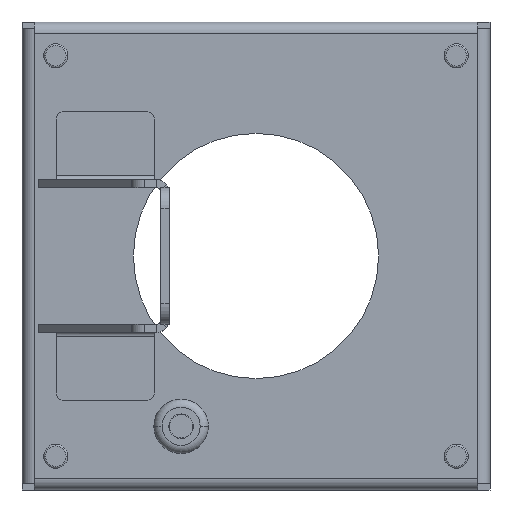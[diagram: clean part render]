
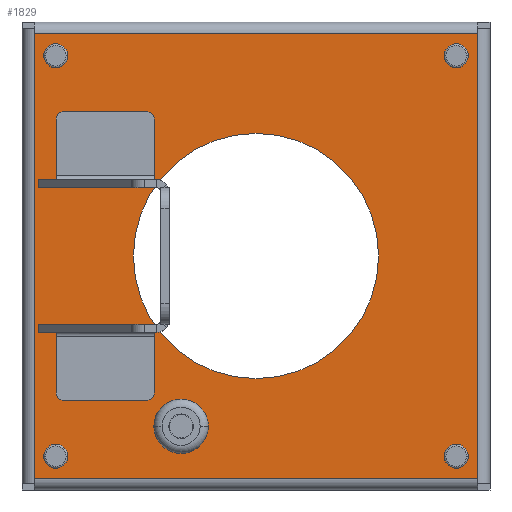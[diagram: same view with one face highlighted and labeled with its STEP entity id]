
A CAD part, front view. The second image highlights one B-rep face of the part: STEP entity #1829.
In plain terms, the highlighted planar face has unit normal (0, -1, 0).
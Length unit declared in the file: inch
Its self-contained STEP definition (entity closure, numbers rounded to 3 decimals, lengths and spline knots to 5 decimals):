
#415=DIRECTION('',(0.,0.,1.));
#416=VECTOR('',#415,3.268);
#417=CARTESIAN_POINT('',(-1.628,-0.048,-1.634));
#418=LINE('',#417,#416);
#428=CARTESIAN_POINT('',(0.,-0.048,0.));
#429=DIRECTION('',(0.,1.,0.));
#430=DIRECTION('',(-1.,0.,0.));
#431=AXIS2_PLACEMENT_3D('',#428,#429,#430);
#433=CARTESIAN_POINT('',(0.,-0.048,0.));
#434=DIRECTION('',(0.,1.,0.));
#435=DIRECTION('',(1.,0.,0.));
#436=AXIS2_PLACEMENT_3D('',#433,#434,#435);
#438=CARTESIAN_POINT('',(-0.55,-0.048,-1.25));
#439=DIRECTION('',(0.,-1.,0.));
#440=DIRECTION('',(-1.,0.,0.));
#441=AXIS2_PLACEMENT_3D('',#438,#439,#440);
#443=CARTESIAN_POINT('',(-0.55,-0.048,-1.25));
#444=DIRECTION('',(0.,-1.,0.));
#445=DIRECTION('',(1.,0.,0.));
#446=AXIS2_PLACEMENT_3D('',#443,#444,#445);
#448=DIRECTION('',(0.,0.,1.));
#449=VECTOR('',#448,0.06);
#450=CARTESIAN_POINT('',(-1.498,-0.048,-0.56));
#451=LINE('',#450,#449);
#452=DIRECTION('',(-1.,0.,0.));
#453=VECTOR('',#452,0.1);
#454=CARTESIAN_POINT('',(-1.498,-0.048,-0.5));
#455=LINE('',#454,#453);
#456=DIRECTION('',(0.,0.,-1.));
#457=VECTOR('',#456,0.06);
#458=CARTESIAN_POINT('',(-1.598,-0.048,-0.5));
#459=LINE('',#458,#457);
#460=DIRECTION('',(1.,0.,0.));
#461=VECTOR('',#460,0.1);
#462=CARTESIAN_POINT('',(-1.598,-0.048,-0.56));
#463=LINE('',#462,#461);
#464=DIRECTION('',(-1.,0.,0.));
#465=VECTOR('',#464,0.1);
#466=CARTESIAN_POINT('',(-1.498,-0.048,0.56));
#467=LINE('',#466,#465);
#468=DIRECTION('',(0.,0.,-1.));
#469=VECTOR('',#468,0.06);
#470=CARTESIAN_POINT('',(-1.598,-0.048,0.56));
#471=LINE('',#470,#469);
#472=DIRECTION('',(1.,0.,0.));
#473=VECTOR('',#472,0.1);
#474=CARTESIAN_POINT('',(-1.598,-0.048,0.5));
#475=LINE('',#474,#473);
#476=DIRECTION('',(0.,0.,1.));
#477=VECTOR('',#476,0.06);
#478=CARTESIAN_POINT('',(-1.498,-0.048,0.5));
#479=LINE('',#478,#477);
#480=CARTESIAN_POINT('',(-1.47,-0.048,-1.47));
#481=DIRECTION('',(0.,-1.,0.));
#482=DIRECTION('',(-1.,0.,0.));
#483=AXIS2_PLACEMENT_3D('',#480,#481,#482);
#485=CARTESIAN_POINT('',(-1.47,-0.048,-1.47));
#486=DIRECTION('',(0.,-1.,0.));
#487=DIRECTION('',(1.,0.,0.));
#488=AXIS2_PLACEMENT_3D('',#485,#486,#487);
#490=CARTESIAN_POINT('',(1.47,-0.048,-1.47));
#491=DIRECTION('',(0.,-1.,0.));
#492=DIRECTION('',(-1.,0.,0.));
#493=AXIS2_PLACEMENT_3D('',#490,#491,#492);
#495=CARTESIAN_POINT('',(1.47,-0.048,-1.47));
#496=DIRECTION('',(0.,-1.,0.));
#497=DIRECTION('',(1.,0.,0.));
#498=AXIS2_PLACEMENT_3D('',#495,#496,#497);
#500=CARTESIAN_POINT('',(1.47,-0.048,1.47));
#501=DIRECTION('',(0.,-1.,0.));
#502=DIRECTION('',(-1.,0.,0.));
#503=AXIS2_PLACEMENT_3D('',#500,#501,#502);
#505=CARTESIAN_POINT('',(1.47,-0.048,1.47));
#506=DIRECTION('',(0.,-1.,0.));
#507=DIRECTION('',(1.,0.,0.));
#508=AXIS2_PLACEMENT_3D('',#505,#506,#507);
#510=CARTESIAN_POINT('',(-1.47,-0.048,1.47));
#511=DIRECTION('',(0.,-1.,0.));
#512=DIRECTION('',(-1.,0.,0.));
#513=AXIS2_PLACEMENT_3D('',#510,#511,#512);
#515=CARTESIAN_POINT('',(-1.47,-0.048,1.47));
#516=DIRECTION('',(0.,-1.,0.));
#517=DIRECTION('',(1.,0.,0.));
#518=AXIS2_PLACEMENT_3D('',#515,#516,#517);
#534=DIRECTION('',(1.,0.,0.));
#535=VECTOR('',#534,3.256);
#536=CARTESIAN_POINT('',(-1.628,-0.048,1.634));
#537=LINE('',#536,#535);
#617=DIRECTION('',(0.,0.,-1.));
#618=VECTOR('',#617,3.268);
#619=CARTESIAN_POINT('',(1.628,-0.048,1.634));
#620=LINE('',#619,#618);
#668=DIRECTION('',(-1.,0.,0.));
#669=VECTOR('',#668,3.256);
#670=CARTESIAN_POINT('',(1.628,-0.048,-1.634));
#671=LINE('',#670,#669);
#996=CARTESIAN_POINT('',(-1.628,-0.048,1.634));
#997=VERTEX_POINT('',#996);
#1000=CARTESIAN_POINT('',(1.628,-0.048,1.634));
#1001=VERTEX_POINT('',#1000);
#1084=CARTESIAN_POINT('',(1.628,-0.048,-1.634));
#1085=VERTEX_POINT('',#1084);
#1088=CARTESIAN_POINT('',(-1.628,-0.048,-1.634));
#1089=VERTEX_POINT('',#1088);
#1110=CARTESIAN_POINT('',(-0.9,-0.048,0.));
#1111=CARTESIAN_POINT('',(0.9,-0.048,0.));
#1112=VERTEX_POINT('',#1110);
#1113=VERTEX_POINT('',#1111);
#1118=CARTESIAN_POINT('',(-0.675,-0.048,-1.25));
#1119=CARTESIAN_POINT('',(-0.425,-0.048,-1.25));
#1120=VERTEX_POINT('',#1118);
#1121=VERTEX_POINT('',#1119);
#1138=CARTESIAN_POINT('',(-1.498,-0.048,-0.56));
#1139=CARTESIAN_POINT('',(-1.498,-0.048,-0.5));
#1140=VERTEX_POINT('',#1138);
#1141=VERTEX_POINT('',#1139);
#1142=CARTESIAN_POINT('',(-1.598,-0.048,-0.5));
#1143=VERTEX_POINT('',#1142);
#1144=CARTESIAN_POINT('',(-1.598,-0.048,-0.56));
#1145=VERTEX_POINT('',#1144);
#1146=CARTESIAN_POINT('',(-1.498,-0.048,0.56));
#1147=CARTESIAN_POINT('',(-1.598,-0.048,0.56));
#1148=VERTEX_POINT('',#1146);
#1149=VERTEX_POINT('',#1147);
#1150=CARTESIAN_POINT('',(-1.598,-0.048,0.5));
#1151=VERTEX_POINT('',#1150);
#1152=CARTESIAN_POINT('',(-1.498,-0.048,0.5));
#1153=VERTEX_POINT('',#1152);
#1186=CARTESIAN_POINT('',(-1.558,-0.048,-1.47));
#1187=CARTESIAN_POINT('',(-1.382,-0.048,-1.47));
#1188=VERTEX_POINT('',#1186);
#1189=VERTEX_POINT('',#1187);
#1190=CARTESIAN_POINT('',(1.382,-0.048,-1.47));
#1191=CARTESIAN_POINT('',(1.558,-0.048,-1.47));
#1192=VERTEX_POINT('',#1190);
#1193=VERTEX_POINT('',#1191);
#1194=CARTESIAN_POINT('',(1.382,-0.048,1.47));
#1195=CARTESIAN_POINT('',(1.558,-0.048,1.47));
#1196=VERTEX_POINT('',#1194);
#1197=VERTEX_POINT('',#1195);
#1198=CARTESIAN_POINT('',(-1.558,-0.048,1.47));
#1199=CARTESIAN_POINT('',(-1.382,-0.048,1.47));
#1200=VERTEX_POINT('',#1198);
#1201=VERTEX_POINT('',#1199);
#1759=CARTESIAN_POINT('',(0.,-0.048,0.));
#1760=DIRECTION('',(0.,1.,0.));
#1761=DIRECTION('',(1.,0.,0.));
#1762=AXIS2_PLACEMENT_3D('',#1759,#1760,#1761);
#1763=PLANE('',#1762);
#1764=ORIENTED_EDGE('',*,*,#1752,.T.);
#1766=ORIENTED_EDGE('',*,*,#1765,.T.);
#1768=ORIENTED_EDGE('',*,*,#1767,.T.);
#1770=ORIENTED_EDGE('',*,*,#1769,.T.);
#1771=EDGE_LOOP('',(#1764,#1766,#1768,#1770));
#1772=FACE_OUTER_BOUND('',#1771,.F.);
#1774=ORIENTED_EDGE('',*,*,#1773,.F.);
#1776=ORIENTED_EDGE('',*,*,#1775,.F.);
#1777=EDGE_LOOP('',(#1774,#1776));
#1778=FACE_BOUND('',#1777,.F.);
#1780=ORIENTED_EDGE('',*,*,#1779,.T.);
#1782=ORIENTED_EDGE('',*,*,#1781,.T.);
#1783=EDGE_LOOP('',(#1780,#1782));
#1784=FACE_BOUND('',#1783,.F.);
#1786=ORIENTED_EDGE('',*,*,#1785,.T.);
#1788=ORIENTED_EDGE('',*,*,#1787,.T.);
#1790=ORIENTED_EDGE('',*,*,#1789,.T.);
#1792=ORIENTED_EDGE('',*,*,#1791,.T.);
#1793=EDGE_LOOP('',(#1786,#1788,#1790,#1792));
#1794=FACE_BOUND('',#1793,.F.);
#1796=ORIENTED_EDGE('',*,*,#1795,.T.);
#1798=ORIENTED_EDGE('',*,*,#1797,.T.);
#1800=ORIENTED_EDGE('',*,*,#1799,.T.);
#1802=ORIENTED_EDGE('',*,*,#1801,.T.);
#1803=EDGE_LOOP('',(#1796,#1798,#1800,#1802));
#1804=FACE_BOUND('',#1803,.F.);
#1806=ORIENTED_EDGE('',*,*,#1805,.T.);
#1808=ORIENTED_EDGE('',*,*,#1807,.T.);
#1809=EDGE_LOOP('',(#1806,#1808));
#1810=FACE_BOUND('',#1809,.F.);
#1812=ORIENTED_EDGE('',*,*,#1811,.T.);
#1814=ORIENTED_EDGE('',*,*,#1813,.T.);
#1815=EDGE_LOOP('',(#1812,#1814));
#1816=FACE_BOUND('',#1815,.F.);
#1818=ORIENTED_EDGE('',*,*,#1817,.T.);
#1820=ORIENTED_EDGE('',*,*,#1819,.T.);
#1821=EDGE_LOOP('',(#1818,#1820));
#1822=FACE_BOUND('',#1821,.F.);
#1824=ORIENTED_EDGE('',*,*,#1823,.T.);
#1826=ORIENTED_EDGE('',*,*,#1825,.T.);
#1827=EDGE_LOOP('',(#1824,#1826));
#1828=FACE_BOUND('',#1827,.F.);
#1829=ADVANCED_FACE('',(#1772,#1778,#1784,#1794,#1804,#1810,#1816,#1822,#1828),
#1763,.F.);
#432=CIRCLE('',#431,0.9);
#437=CIRCLE('',#436,0.9);
#442=CIRCLE('',#441,0.125);
#447=CIRCLE('',#446,0.125);
#484=CIRCLE('',#483,0.088);
#489=CIRCLE('',#488,0.088);
#494=CIRCLE('',#493,0.088);
#499=CIRCLE('',#498,0.088);
#504=CIRCLE('',#503,0.088);
#509=CIRCLE('',#508,0.088);
#514=CIRCLE('',#513,0.088);
#519=CIRCLE('',#518,0.088);
#1752=EDGE_CURVE('',#1089,#997,#418,.T.);
#1765=EDGE_CURVE('',#997,#1001,#537,.T.);
#1767=EDGE_CURVE('',#1001,#1085,#620,.T.);
#1769=EDGE_CURVE('',#1085,#1089,#671,.T.);
#1773=EDGE_CURVE('',#1112,#1113,#432,.T.);
#1775=EDGE_CURVE('',#1113,#1112,#437,.T.);
#1779=EDGE_CURVE('',#1120,#1121,#442,.T.);
#1781=EDGE_CURVE('',#1121,#1120,#447,.T.);
#1785=EDGE_CURVE('',#1140,#1141,#451,.T.);
#1787=EDGE_CURVE('',#1141,#1143,#455,.T.);
#1789=EDGE_CURVE('',#1143,#1145,#459,.T.);
#1791=EDGE_CURVE('',#1145,#1140,#463,.T.);
#1795=EDGE_CURVE('',#1148,#1149,#467,.T.);
#1797=EDGE_CURVE('',#1149,#1151,#471,.T.);
#1799=EDGE_CURVE('',#1151,#1153,#475,.T.);
#1801=EDGE_CURVE('',#1153,#1148,#479,.T.);
#1805=EDGE_CURVE('',#1188,#1189,#484,.T.);
#1807=EDGE_CURVE('',#1189,#1188,#489,.T.);
#1811=EDGE_CURVE('',#1192,#1193,#494,.T.);
#1813=EDGE_CURVE('',#1193,#1192,#499,.T.);
#1817=EDGE_CURVE('',#1196,#1197,#504,.T.);
#1819=EDGE_CURVE('',#1197,#1196,#509,.T.);
#1823=EDGE_CURVE('',#1200,#1201,#514,.T.);
#1825=EDGE_CURVE('',#1201,#1200,#519,.T.);
